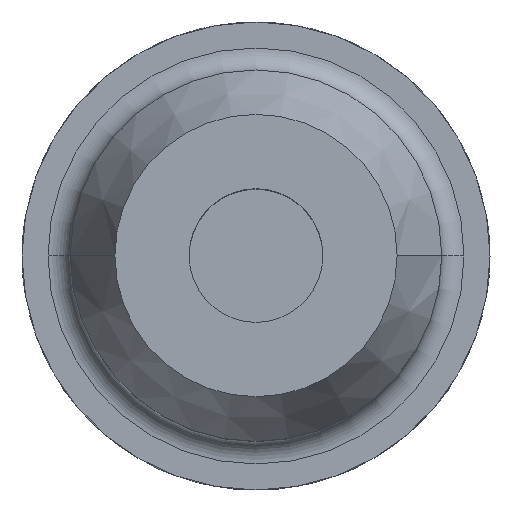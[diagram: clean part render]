
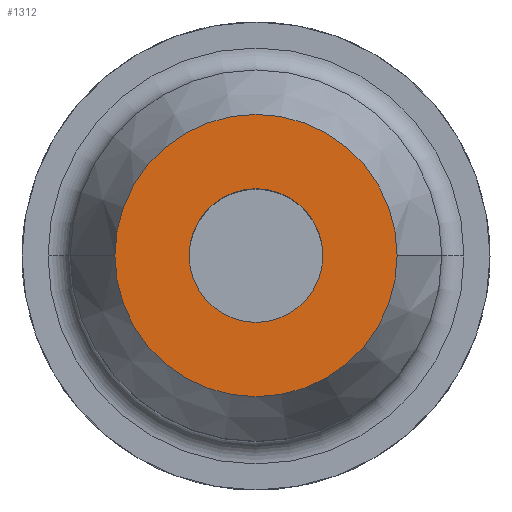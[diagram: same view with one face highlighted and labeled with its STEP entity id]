
A CAD part, top view. The second image highlights one B-rep face of the part: STEP entity #1312.
In plain terms, the highlighted planar face has unit normal (0, 0, 1).
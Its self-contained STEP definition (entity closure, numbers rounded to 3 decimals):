
#29 = DIRECTION ( 'NONE',  ( 0., 0., -1. ) ) ;
#59 = FACE_BOUND ( 'NONE', #298, .T. ) ;
#149 = DIRECTION ( 'NONE',  ( -1., 0., 0. ) ) ;
#158 = CIRCLE ( 'NONE', #824, 9. ) ;
#204 = CARTESIAN_POINT ( 'NONE',  ( 0., 0., 63. ) ) ;
#237 = CARTESIAN_POINT ( 'NONE',  ( -9., 0., 63. ) ) ;
#254 = CARTESIAN_POINT ( 'NONE',  ( 9., 0., 63. ) ) ;
#280 = DIRECTION ( 'NONE',  ( 0., 0., -1. ) ) ;
#298 = EDGE_LOOP ( 'NONE', ( #309, #1551 ) ) ;
#309 = ORIENTED_EDGE ( 'NONE', *, *, #1012, .T. ) ;
#312 = CARTESIAN_POINT ( 'NONE',  ( 0., 19., 63. ) ) ;
#431 = CARTESIAN_POINT ( 'NONE',  ( -19., 0., 63. ) ) ;
#433 = PLANE ( 'NONE',  #539 ) ;
#480 = CIRCLE ( 'NONE', #1342, 9. ) ;
#539 = AXIS2_PLACEMENT_3D ( 'NONE', #312, #916, #1292 ) ;
#588 = DIRECTION ( 'NONE',  ( -1., 0., 0. ) ) ;
#630 = AXIS2_PLACEMENT_3D ( 'NONE', #204, #794, #662 ) ;
#633 = EDGE_CURVE ( 'NONE', #1044, #738, #1196, .T. ) ;
#662 = DIRECTION ( 'NONE',  ( -1., 0., 0. ) ) ;
#738 = VERTEX_POINT ( 'NONE', #431 ) ;
#743 = FACE_OUTER_BOUND ( 'NONE', #1264, .T. ) ;
#755 = DIRECTION ( 'NONE',  ( -1., 0., 0. ) ) ;
#794 = DIRECTION ( 'NONE',  ( 0., 0., -1. ) ) ;
#810 = VERTEX_POINT ( 'NONE', #237 ) ;
#824 = AXIS2_PLACEMENT_3D ( 'NONE', #1364, #280, #755 ) ;
#832 = DIRECTION ( 'NONE',  ( 0., 0., -1. ) ) ;
#850 = AXIS2_PLACEMENT_3D ( 'NONE', #1135, #29, #149 ) ;
#876 = VERTEX_POINT ( 'NONE', #254 ) ;
#916 = DIRECTION ( 'NONE',  ( 0., 0., -1. ) ) ;
#980 = EDGE_CURVE ( 'NONE', #738, #1044, #1469, .T. ) ;
#1004 = ORIENTED_EDGE ( 'NONE', *, *, #980, .F. ) ;
#1007 = CARTESIAN_POINT ( 'NONE',  ( 19., 0., 63. ) ) ;
#1012 = EDGE_CURVE ( 'NONE', #810, #876, #158, .T. ) ;
#1041 = ORIENTED_EDGE ( 'NONE', *, *, #633, .F. ) ;
#1044 = VERTEX_POINT ( 'NONE', #1007 ) ;
#1135 = CARTESIAN_POINT ( 'NONE',  ( 0., 0., 63. ) ) ;
#1196 = CIRCLE ( 'NONE', #630, 19. ) ;
#1264 = EDGE_LOOP ( 'NONE', ( #1004, #1041 ) ) ;
#1292 = DIRECTION ( 'NONE',  ( -1., 0., 0. ) ) ;
#1312 = ADVANCED_FACE ( 'NONE', ( #59, #743 ), #433, .F. ) ;
#1342 = AXIS2_PLACEMENT_3D ( 'NONE', #1446, #832, #588 ) ;
#1364 = CARTESIAN_POINT ( 'NONE',  ( 0., 0., 63. ) ) ;
#1446 = CARTESIAN_POINT ( 'NONE',  ( 0., 0., 63. ) ) ;
#1469 = CIRCLE ( 'NONE', #850, 19. ) ;
#1551 = ORIENTED_EDGE ( 'NONE', *, *, #1568, .T. ) ;
#1568 = EDGE_CURVE ( 'NONE', #876, #810, #480, .T. ) ;
